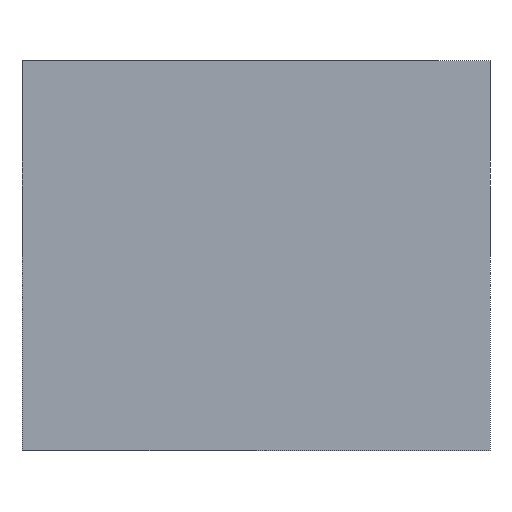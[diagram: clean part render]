
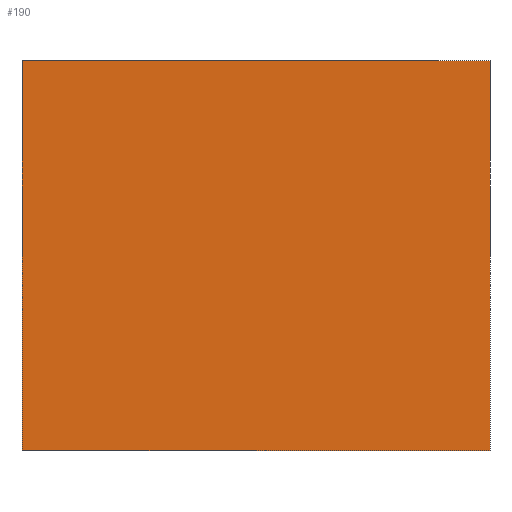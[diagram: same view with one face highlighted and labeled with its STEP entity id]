
A CAD part, front view. The second image highlights one B-rep face of the part: STEP entity #190.
In plain terms, the highlighted planar face has unit normal (0, -1, 0).
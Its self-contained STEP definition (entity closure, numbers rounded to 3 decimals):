
#22=FACE_OUTER_BOUND('',#32,.T.);
#32=EDGE_LOOP('',(#147,#148,#149,#150));
#54=LINE('',#298,#78);
#55=LINE('',#301,#79);
#56=LINE('',#303,#80);
#57=LINE('',#304,#81);
#78=VECTOR('',#246,10.);
#79=VECTOR('',#249,10.);
#80=VECTOR('',#250,10.);
#81=VECTOR('',#251,10.);
#96=VERTEX_POINT('',#292);
#98=VERTEX_POINT('',#296);
#99=VERTEX_POINT('',#300);
#100=VERTEX_POINT('',#302);
#118=EDGE_CURVE('',#96,#98,#54,.T.);
#119=EDGE_CURVE('',#96,#99,#55,.T.);
#120=EDGE_CURVE('',#100,#98,#56,.T.);
#121=EDGE_CURVE('',#99,#100,#57,.T.);
#147=ORIENTED_EDGE('',*,*,#119,.F.);
#148=ORIENTED_EDGE('',*,*,#118,.T.);
#149=ORIENTED_EDGE('',*,*,#120,.F.);
#150=ORIENTED_EDGE('',*,*,#121,.F.);
#180=PLANE('',#214);
#190=ADVANCED_FACE('',(#22),#180,.T.);
#214=AXIS2_PLACEMENT_3D('',#299,#247,#248);
#246=DIRECTION('',(0.,0.,1.));
#247=DIRECTION('center_axis',(0.,-1.,0.));
#248=DIRECTION('ref_axis',(1.,0.,0.));
#249=DIRECTION('',(-1.,0.,0.));
#250=DIRECTION('',(1.,0.,0.));
#251=DIRECTION('',(0.,0.,1.));
#292=CARTESIAN_POINT('',(37.121,-26.5,0.));
#296=CARTESIAN_POINT('',(37.121,-26.5,20.));
#298=CARTESIAN_POINT('',(37.121,-26.5,0.));
#299=CARTESIAN_POINT('Origin',(13.121,-26.5,0.));
#300=CARTESIAN_POINT('',(13.121,-26.5,0.));
#301=CARTESIAN_POINT('',(37.121,-26.5,0.));
#302=CARTESIAN_POINT('',(13.121,-26.5,20.));
#303=CARTESIAN_POINT('',(37.121,-26.5,20.));
#304=CARTESIAN_POINT('',(13.121,-26.5,0.));
